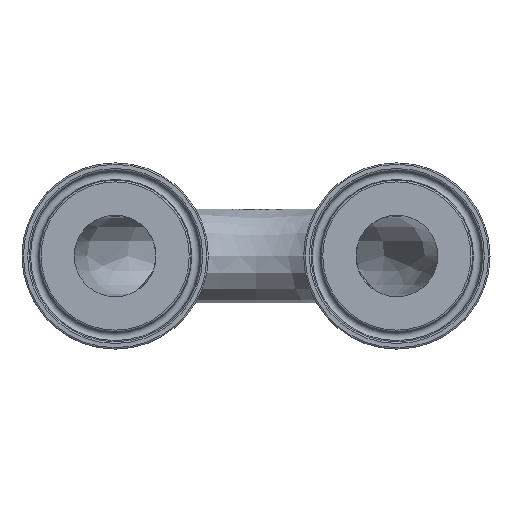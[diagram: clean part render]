
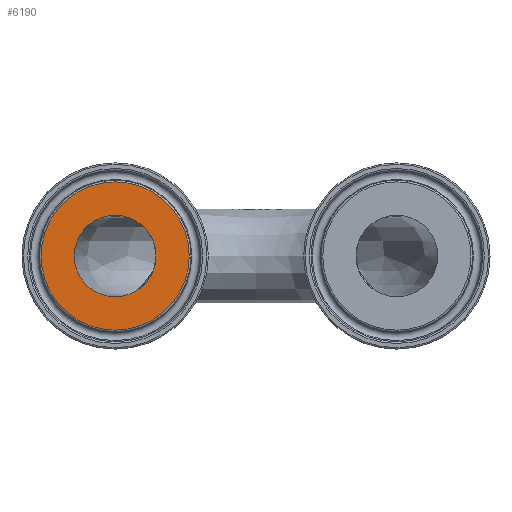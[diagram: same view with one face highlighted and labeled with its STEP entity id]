
A CAD part, left-side view. The second image highlights one B-rep face of the part: STEP entity #6190.
In plain terms, the highlighted planar face has unit normal (-1, 0, 0).
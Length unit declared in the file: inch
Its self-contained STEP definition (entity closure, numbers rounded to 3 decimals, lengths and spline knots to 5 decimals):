
#69=CIRCLE('',#6398,0.435);
#70=CIRCLE('',#6399,0.435);
#80=CIRCLE('',#6412,0.78916);
#85=CIRCLE('',#6417,0.78916);
#184=FACE_BOUND('',#1731,.T.);
#1038=PLANE('',#6422);
#1359=FACE_OUTER_BOUND('',#1730,.T.);
#1730=EDGE_LOOP('',(#5622,#5623));
#1731=EDGE_LOOP('',(#5624,#5625));
#2883=VERTEX_POINT('',#15311);
#2884=VERTEX_POINT('',#15313);
#2893=VERTEX_POINT('',#15337);
#2894=VERTEX_POINT('',#15338);
#3806=EDGE_CURVE('',#2884,#2883,#69,.T.);
#3807=EDGE_CURVE('',#2883,#2884,#70,.T.);
#3818=EDGE_CURVE('',#2893,#2894,#80,.T.);
#3823=EDGE_CURVE('',#2894,#2893,#85,.T.);
#5622=ORIENTED_EDGE('',*,*,#3818,.F.);
#5623=ORIENTED_EDGE('',*,*,#3823,.F.);
#5624=ORIENTED_EDGE('',*,*,#3806,.T.);
#5625=ORIENTED_EDGE('',*,*,#3807,.T.);
#6190=ADVANCED_FACE('',(#1359,#184),#1038,.T.);
#6398=AXIS2_PLACEMENT_3D('',#15314,#7113,#7114);
#6399=AXIS2_PLACEMENT_3D('',#15315,#7115,#7116);
#6412=AXIS2_PLACEMENT_3D('',#15339,#7142,#7143);
#6417=AXIS2_PLACEMENT_3D('',#15347,#7152,#7153);
#6422=AXIS2_PLACEMENT_3D('',#15356,#7163,#7164);
#7113=DIRECTION('center_axis',(1.,0.,0.));
#7114=DIRECTION('ref_axis',(0.,0.,
-1.));
#7115=DIRECTION('center_axis',(1.,0.,0.));
#7116=DIRECTION('ref_axis',(0.,0.,
-1.));
#7142=DIRECTION('center_axis',(1.,0.,0.));
#7143=DIRECTION('ref_axis',(0.,-1.,0.));
#7152=DIRECTION('center_axis',(1.,0.,0.));
#7153=DIRECTION('ref_axis',(0.,-1.,0.));
#7163=DIRECTION('center_axis',(-1.,0.,0.));
#7164=DIRECTION('ref_axis',(0.,0.,
1.));
#15311=CARTESIAN_POINT('',(-0.01318,1.065,0.));
#15313=CARTESIAN_POINT('',(-0.01318,1.935,0.));
#15314=CARTESIAN_POINT('Origin',(-0.01318,1.5,0.));
#15315=CARTESIAN_POINT('Origin',(-0.01318,1.5,0.));
#15337=CARTESIAN_POINT('',(-0.01318,2.28916,0.));
#15338=CARTESIAN_POINT('',(-0.01318,1.5,-0.78916));
#15339=CARTESIAN_POINT('Origin',(-0.01318,1.5,0.));
#15347=CARTESIAN_POINT('Origin',(-0.01318,1.5,0.));
#15356=CARTESIAN_POINT('Origin',(-0.01318,2.30316,0.));
